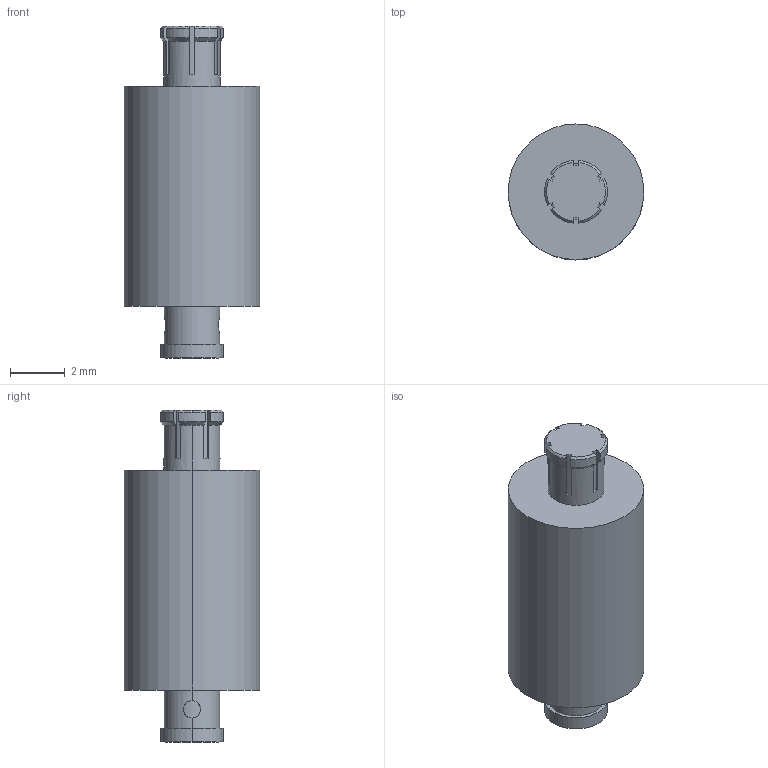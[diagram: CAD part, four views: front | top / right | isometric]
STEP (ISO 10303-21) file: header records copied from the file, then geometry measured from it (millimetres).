
FILE_DESCRIPTION (( 'STEP AP214' ), '1' );
FILE_NAME ('FMCN1535_3D.STEP', '2022-10-05T06:52:27', ( '' ), ( '' ), 'SwSTEP 2.0', 'SolidWorks 2021', '' );
FILE_SCHEMA (( 'AUTOMOTIVE_DESIGN' ));
Length unit declared in the file: inch
Products named in the file (1): FMCN1535_3D
Bounding box: 4.98 x 4.98 x 12.18 mm (x, y, z)
Volume: 171.1 mm3; surface area: 197.2 mm2
Topology: 1 solids, 1 shells, 68 faces, 178 edges, 116 vertices
Faces by surface type: cylinder 30, plane 24, cone 14
Entity records: 2224 total; most frequent: CARTESIAN_POINT 507, ORIENTED_EDGE 356, DIRECTION 350, EDGE_CURVE 178, AXIS2_PLACEMENT_3D 135, VERTEX_POINT 116, LINE 80, VECTOR 80
